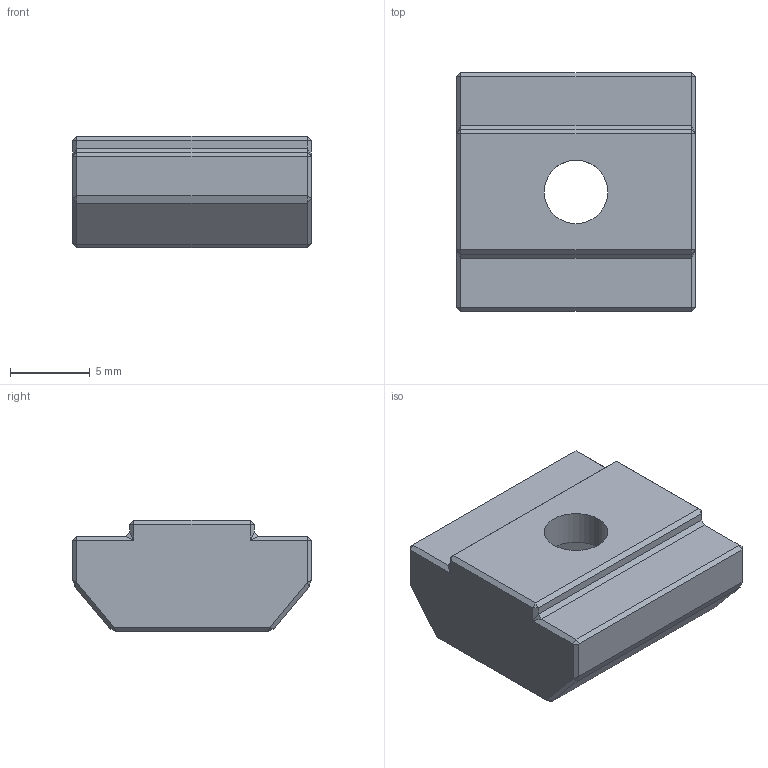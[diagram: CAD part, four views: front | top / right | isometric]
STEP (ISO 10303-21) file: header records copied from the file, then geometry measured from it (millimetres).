
FILE_DESCRIPTION(/* description */ (''),/* implementation_level */ '2;1');
FILE_NAME(/* name */ '#6_8mm_tnut_adapter.stp',/* time_stamp */ '2017-05-11T12:54:19-05:00',/* author */ ('Spark Electronics'),/* organization */ (''),/* preprocessor_version */ 'ST-DEVELOPER v16.1',/* originating_system */ 'Autodesk Inventor 2016',/* authorisation */ '');
FILE_SCHEMA (('AUTOMOTIVE_DESIGN { 1 0 10303 214 3 1 1 }'));
Length unit declared in the file: inch
Products named in the file (1): #1993
Bounding box: 15 x 15 x 7 mm (x, y, z)
Volume: 1051 mm3; surface area: 890 mm2
Topology: 1 solids, 1 shells, 80 faces, 164 edges, 87 vertices
Faces by surface type: plane 79, cylinder 1
Full cylindrical faces by diameter (mm): 4 x1
Entity records: 1990 total; most frequent: CARTESIAN_POINT 329, DIRECTION 326, ORIENTED_EDGE 324, EDGE_CURVE 162, LINE 160, VECTOR 160, VERTEX_POINT 86, EDGE_LOOP 84
